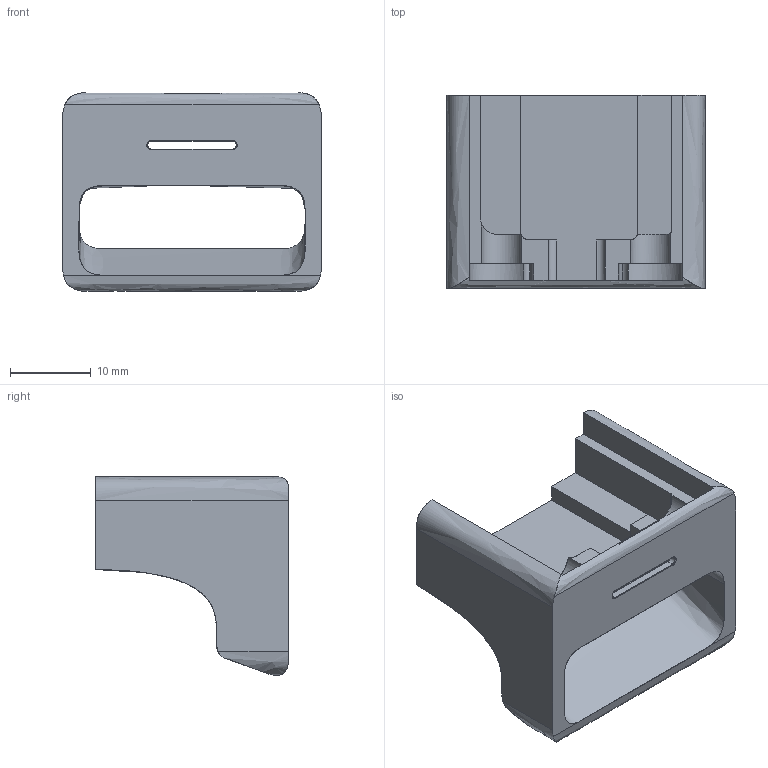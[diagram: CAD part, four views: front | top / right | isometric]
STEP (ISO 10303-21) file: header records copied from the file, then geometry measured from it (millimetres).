
FILE_DESCRIPTION(/* description */ (''),/* implementation_level */ '2;1');
FILE_NAME(/* name */ 'part1',/* time_stamp */ '2021-02-16T20:05:04+08:00',/* author */ (''),/* organization */ (''),/* preprocessor_version */ 'ST-DEVELOPER v16.5',/* originating_system */ '',/* authorisation */ '');
FILE_SCHEMA (('CONFIG_CONTROL_DESIGN'));
Length unit declared in the file: millimetre
Products named in the file (1): Document
Bounding box: 32 x 23.89 x 24.6 mm (x, y, z)
Surface area: 4495.8 mm2 (no closed solid volume)
Topology: 0 solids, 0 shells, 81 faces, 470 edges, 470 vertices
Faces by surface type: plane 43, cylinder 22, bspline 16
Entity records: 3485 total; most frequent: CARTESIAN_POINT 2235, COMPOSITE_CURVE_SEGMENT 470, B_SPLINE_CURVE_WITH_KNOTS 320, CURVE_BOUNDED_SURFACE 81, OUTER_BOUNDARY_CURVE 81, DIRECTION 69, AXIS2_PLACEMENT_3D 67, PLANE 43
